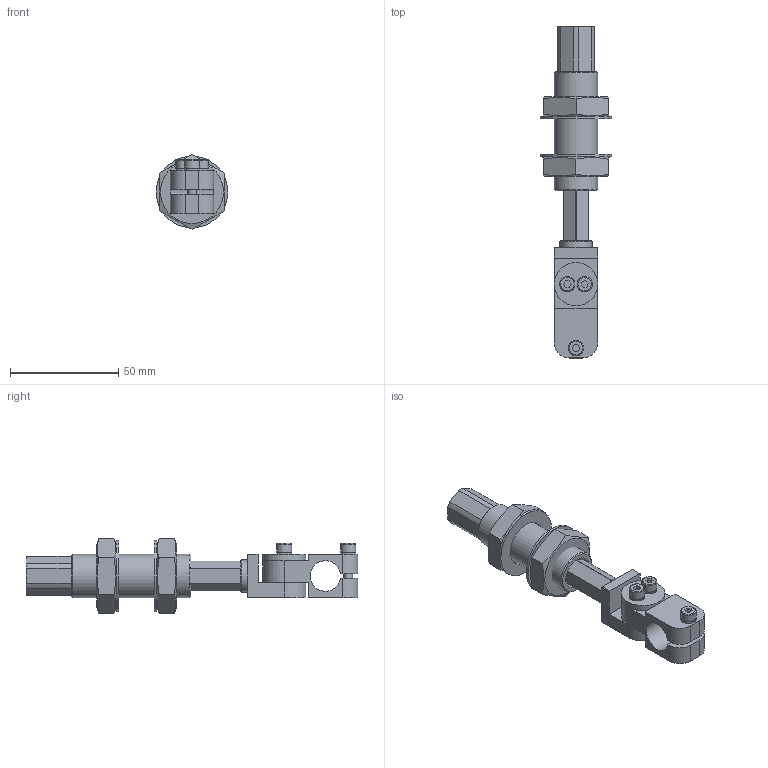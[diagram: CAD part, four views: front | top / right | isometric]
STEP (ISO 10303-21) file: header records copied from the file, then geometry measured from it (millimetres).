
FILE_DESCRIPTION(('STEP AP214'),'1');
FILE_NAME('Gripper.Suspension.Threaded.Body.(Non-rotative).Adjustable.Head.M20x1.5.S25.14_SXPCT.2025.14.STEP.stp','2019-02-07T13:55:14',(' '),(' '),'Spatial InterOp 3D',' ',' ');
FILE_SCHEMA(('AUTOMOTIVE_DESIGN { 1 0 10303 214 1 1 1 1 }'));
Length unit declared in the file: millimetre
Products named in the file (13): Gripper.Suspension.Threaded.Body.(Non-rotative).Adjustable.Head.M20x1.5.S25.14_SXPCT.2025.14.STEP
Assembly tree (18 placements, depth 2):
  Gripper.Suspension.Threaded.Body.(Non-rotative).Adjustable.Head.M20x1.5.S25.14_SXPCT.2025.14.STEP
    Gripper.Suspension.Threaded.Body.(Non-rotative).Adjustable.Head.M20x1.5.S25.14_SXPCT.2025.14.STEP  x2
    Gripper.Suspension.Threaded.Body.(Non-rotative).Adjustable.Head.M20x1.5.S25.14_SXPCT.2025.14.STEP
    Gripper.Suspension.Threaded.Body.(Non-rotative).Adjustable.Head.M20x1.5.S25.14_SXPCT.2025.14.STEP
    Gripper.Suspension.Threaded.Body.(Non-rotative).Adjustable.Head.M20x1.5.S25.14_SXPCT.2025.14.STEP
    Gripper.Suspension.Threaded.Body.(Non-rotative).Adjustable.Head.M20x1.5.S25.14_SXPCT.2025.14.STEP  x3
    Gripper.Suspension.Threaded.Body.(Non-rotative).Adjustable.Head.M20x1.5.S25.14_SXPCT.2025.14.STEP  x3
    Gripper.Suspension.Threaded.Body.(Non-rotative).Adjustable.Head.M20x1.5.S25.14_SXPCT.2025.14.STEP
    Gripper.Suspension.Threaded.Body.(Non-rotative).Adjustable.Head.M20x1.5.S25.14_SXPCT.2025.14.STEP
    Gripper.Suspension.Threaded.Body.(Non-rotative).Adjustable.Head.M20x1.5.S25.14_SXPCT.2025.14.STEP
    Gripper.Suspension.Threaded.Body.(Non-rotative).Adjustable.Head.M20x1.5.S25.14_SXPCT.2025.14.STEP
    Gripper.Suspension.Threaded.Body.(Non-rotative).Adjustable.Head.M20x1.5.S25.14_SXPCT.2025.14.STEP
    Gripper.Suspension.Threaded.Body.(Non-rotative).Adjustable.Head.M20x1.5.S25.14_SXPCT.2025.14.STEP  x2
Bounding box: 33 x 153 x 34.64 mm (x, y, z)
Volume: 45530.3 mm3; surface area: 33643.8 mm2
Topology: 15 solids, 18 shells, 802 faces, 2253 edges, 1492 vertices
Faces by surface type: plane 691, cylinder 70, cone 34, torus 6, bspline 1
Full cylindrical faces by diameter (mm): 3.3 x3, 4 x3, 4.2 x3, 4.3 x3, 6 x1, 7 x7, 8.566 x3, 9.728 x2, 10 x1, 10.1 x1, 13.9 x1, 14 x1, 14.1 x1, 15 x1, 16 x1, 16.02 x1, 18.5 x2, 20 x2, 21 x2, 33 x2
Entity records: 17692 total; most frequent: CARTESIAN_POINT 5154, DIRECTION 1994, ORIENTED_EDGE 1866, EDGE_CURVE 933, AXIS2_PLACEMENT_3D 723, VERTEX_POINT 646, LINE 548, VECTOR 548
